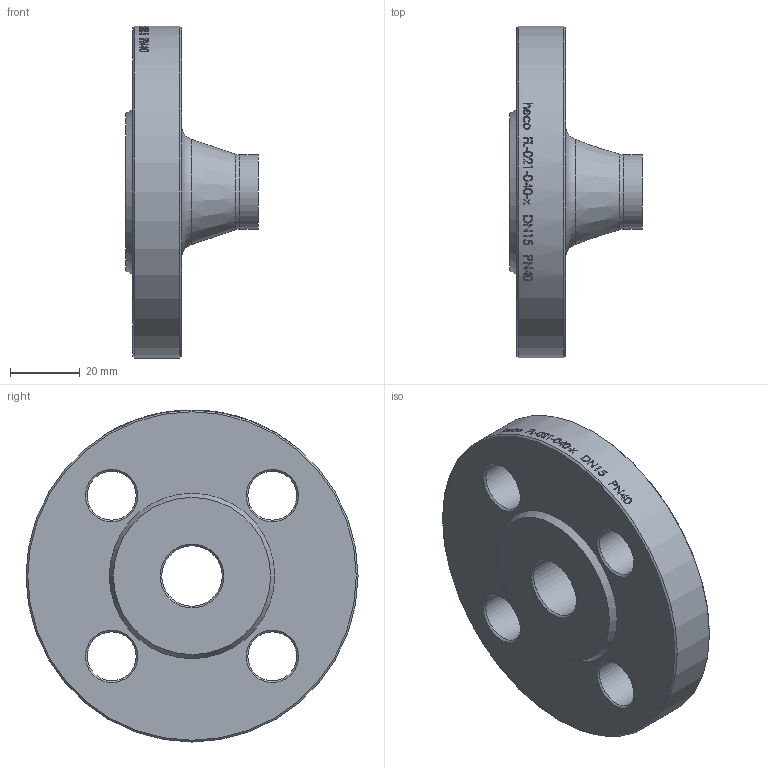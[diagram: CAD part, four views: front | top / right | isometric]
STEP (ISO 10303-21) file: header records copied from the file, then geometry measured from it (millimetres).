
FILE_DESCRIPTION (( 'STEP AP214' ), '1' );
FILE_NAME ('FL-021-040-x Vorschweissflansch PN40 DN15 din DIN2635 2009.STEP', '2020-09-24T09:32:02', ( '' ), ( '' ), 'SwSTEP 2.0', 'SolidWorks 2019', '' );
FILE_SCHEMA (( 'AUTOMOTIVE_DESIGN' ));
Length unit declared in the file: millimetre
Products named in the file (1): FL-021-040-x Vorschweissflansch PN40 DN15 din DIN2635 2009
Bounding box: 38 x 95 x 95 mm (x, y, z)
Volume: 96285.1 mm3; surface area: 22351.9 mm2
Topology: 1 solids, 1 shells, 60 faces, 296 edges, 273 vertices
Faces by surface type: cylinder 41, cone 13, plane 4, torus 2
Full cylindrical faces by diameter (mm): 14 x4, 17.3 x1, 21.3 x1, 95 x1
Entity records: 5790 total; most frequent: CARTESIAN_POINT 3229, ORIENTED_EDGE 530, DIRECTION 356, VERTEX_POINT 265, EDGE_CURVE 265, AXIS2_PLACEMENT_3D 154, EDGE_LOOP 128, B_SPLINE_CURVE_WITH_KNOTS 124
